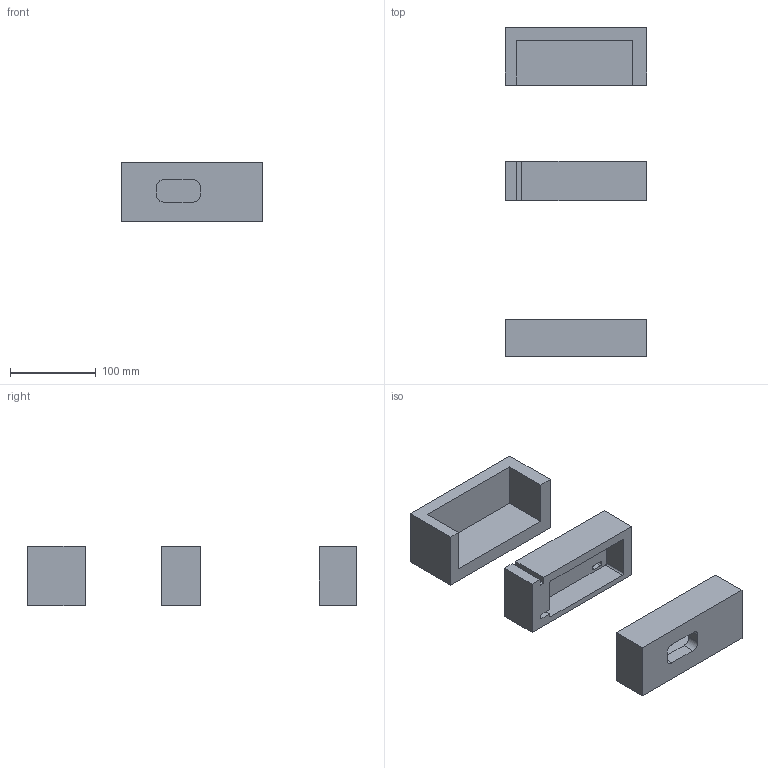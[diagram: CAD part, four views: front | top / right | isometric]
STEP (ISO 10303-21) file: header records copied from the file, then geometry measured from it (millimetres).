
FILE_DESCRIPTION(/* description */ (''),/* implementation_level */ '2;1');
FILE_NAME(/* name */ 'Foam box 3 parts',/* time_stamp */ '2025-08-18T14:45:07+02:00',/* author */ (''),/* organization */ (''),/* preprocessor_version */ 'ST-DEVELOPER v19.2',/* originating_system */ 'Rhino 8.9',/* authorisation */ '');
FILE_SCHEMA (('CONFIG_CONTROL_DESIGN'));
Length unit declared in the file: millimetre
Products named in the file (1): Document
Bounding box: 165 x 384 x 69 mm (x, y, z)
Volume: 1013650 mm3; surface area: 169461.5 mm2
Topology: 3 solids, 3 shells, 102 faces, 270 edges, 179 vertices
Faces by surface type: plane 70, cylinder 32
Entity records: 3124 total; most frequent: CARTESIAN_POINT 887, ORIENTED_EDGE 540, EDGE_CURVE 270, DIRECTION 234, B_SPLINE_CURVE_WITH_KNOTS 206, VERTEX_POINT 179, AXIS2_PLACEMENT_3D 168, EDGE_LOOP 109
